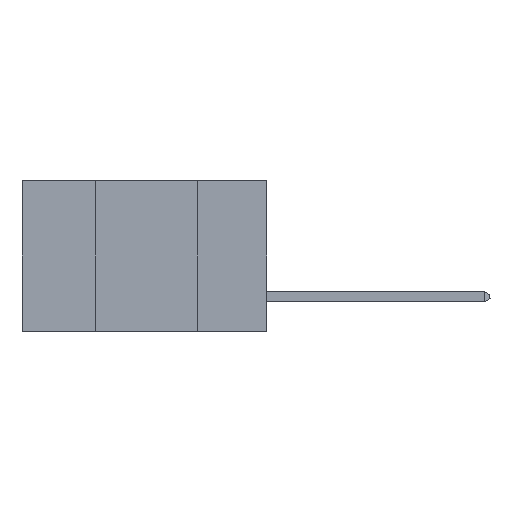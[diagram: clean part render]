
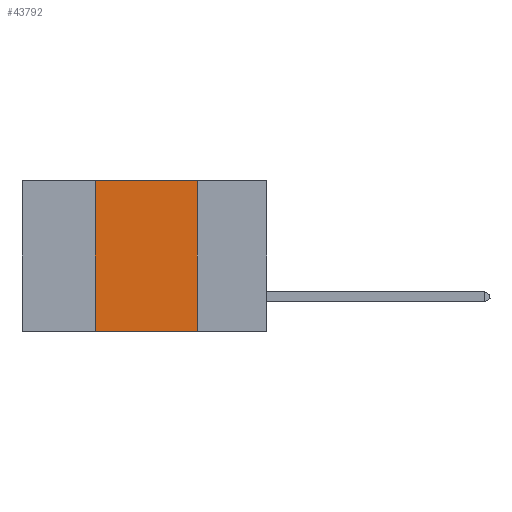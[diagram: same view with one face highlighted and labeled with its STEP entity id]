
A CAD part, left-side view. The second image highlights one B-rep face of the part: STEP entity #43792.
In plain terms, the highlighted planar face has unit normal (-1, 0, 0).
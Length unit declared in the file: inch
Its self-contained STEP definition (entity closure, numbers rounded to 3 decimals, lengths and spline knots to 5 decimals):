
#650 = FACE_OUTER_BOUND ( 'NONE', #7696, .T. ) ;
#3366 = ORIENTED_EDGE ( 'NONE', *, *, #6785, .T. ) ;
#6238 = CARTESIAN_POINT ( 'NONE',  ( 0., 0.42, 0. ) ) ;
#6785 = EDGE_CURVE ( 'NONE', #27551, #33148, #15257, .T. ) ;
#7696 = EDGE_LOOP ( 'NONE', ( #34387, #9467, #29733, #3366 ) ) ;
#9005 = VECTOR ( 'NONE', #34673, 39.37008 ) ;
#9036 = VERTEX_POINT ( 'NONE', #30192 ) ;
#9467 = ORIENTED_EDGE ( 'NONE', *, *, #13348, .F. ) ;
#9613 = CARTESIAN_POINT ( 'NONE',  ( 0., 0.6, 0. ) ) ;
#9636 = VECTOR ( 'NONE', #31213, 39.37008 ) ;
#10205 = DIRECTION ( 'NONE',  ( 1., 0., 0. ) ) ;
#11550 = AXIS2_PLACEMENT_3D ( 'NONE', #35882, #10205, #39706 ) ;
#11755 = VECTOR ( 'NONE', #27878, 39.37008 ) ;
#13348 = EDGE_CURVE ( 'NONE', #28127, #9036, #44135, .T. ) ;
#15257 = LINE ( 'NONE', #34525, #9005 ) ;
#15429 = EDGE_CURVE ( 'NONE', #27551, #28127, #19283, .T. ) ;
#19283 = LINE ( 'NONE', #6238, #9636 ) ;
#23656 = CARTESIAN_POINT ( 'NONE',  ( 0., 0.42, 0. ) ) ;
#26869 = EDGE_CURVE ( 'NONE', #9036, #33148, #37468, .T. ) ;
#27311 = CARTESIAN_POINT ( 'NONE',  ( 0., 0.17, -0.37 ) ) ;
#27551 = VERTEX_POINT ( 'NONE', #35308 ) ;
#27561 = CARTESIAN_POINT ( 'NONE',  ( 0., 0.17, 0. ) ) ;
#27878 = DIRECTION ( 'NONE',  ( 0., 0., -1. ) ) ;
#28127 = VERTEX_POINT ( 'NONE', #23656 ) ;
#28395 = PLANE ( 'NONE',  #11550 ) ;
#29733 = ORIENTED_EDGE ( 'NONE', *, *, #15429, .F. ) ;
#30192 = CARTESIAN_POINT ( 'NONE',  ( 0., 0.17, 0. ) ) ;
#31213 = DIRECTION ( 'NONE',  ( 0., 0., 1. ) ) ;
#33148 = VERTEX_POINT ( 'NONE', #27311 ) ;
#34387 = ORIENTED_EDGE ( 'NONE', *, *, #26869, .F. ) ;
#34525 = CARTESIAN_POINT ( 'NONE',  ( 0., 0.6, -0.37 ) ) ;
#34673 = DIRECTION ( 'NONE',  ( 0., -1., 0. ) ) ;
#35308 = CARTESIAN_POINT ( 'NONE',  ( 0., 0.42, -0.37 ) ) ;
#35882 = CARTESIAN_POINT ( 'NONE',  ( 0., 0.6, 0. ) ) ;
#36756 = VECTOR ( 'NONE', #45268, 39.37008 ) ;
#37468 = LINE ( 'NONE', #27561, #11755 ) ;
#39706 = DIRECTION ( 'NONE',  ( 0., 0., -1. ) ) ;
#43792 = ADVANCED_FACE ( 'NONE', ( #650 ), #28395, .F. ) ;
#44135 = LINE ( 'NONE', #9613, #36756 ) ;
#45268 = DIRECTION ( 'NONE',  ( 0., -1., 0. ) ) ;
